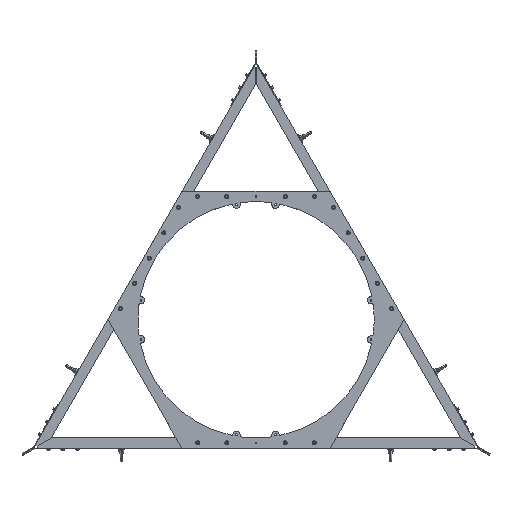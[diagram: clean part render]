
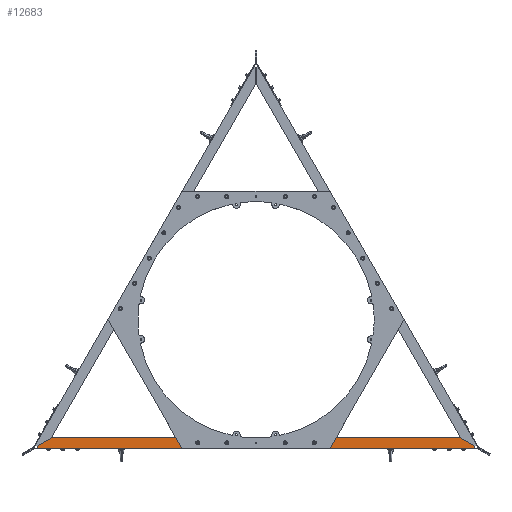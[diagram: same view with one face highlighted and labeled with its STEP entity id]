
A CAD part, top view. The second image highlights one B-rep face of the part: STEP entity #12683.
In plain terms, the highlighted planar face has unit normal (0, 0, 1).
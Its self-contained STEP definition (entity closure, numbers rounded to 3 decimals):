
#63 = ORIENTED_EDGE ( 'NONE', *, *, #6249, .T. ) ;
#223 = AXIS2_PLACEMENT_3D ( 'NONE', #2397, #11601, #13224 ) ;
#367 = EDGE_LOOP ( 'NONE', ( #13975, #63, #13666, #12760, #2282, #18263 ) ) ;
#373 = CIRCLE ( 'NONE', #3908, 3.2 ) ;
#410 = CARTESIAN_POINT ( 'NONE',  ( -200., -419.3, 0. ) ) ;
#509 = AXIS2_PLACEMENT_3D ( 'NONE', #2917, #18367, #7477 ) ;
#603 = EDGE_CURVE ( 'NONE', #13270, #4015, #3889, .T. ) ;
#1209 = DIRECTION ( 'NONE',  ( 0., 0., -1. ) ) ;
#1263 = FACE_BOUND ( 'NONE', #8367, .T. ) ;
#1471 = DIRECTION ( 'NONE',  ( 0., 0., -1. ) ) ;
#1493 = VERTEX_POINT ( 'NONE', #8499 ) ;
#1675 = CARTESIAN_POINT ( 'NONE',  ( -750., -440., 0. ) ) ;
#2053 = EDGE_CURVE ( 'NONE', #12637, #16106, #5814, .T. ) ;
#2282 = ORIENTED_EDGE ( 'NONE', *, *, #15146, .F. ) ;
#2338 = CARTESIAN_POINT ( 'NONE',  ( -200., -422.5, 0. ) ) ;
#2397 = CARTESIAN_POINT ( 'NONE',  ( 729.042, -405., 0. ) ) ;
#2455 = ORIENTED_EDGE ( 'NONE', *, *, #2053, .T. ) ;
#2490 = LINE ( 'NONE', #10399, #11018 ) ;
#2611 = DIRECTION ( 'NONE',  ( 0., -1., 0. ) ) ;
#2917 = CARTESIAN_POINT ( 'NONE',  ( -100., -422.5, 0. ) ) ;
#2993 = CARTESIAN_POINT ( 'NONE',  ( -100., -422.5, 0. ) ) ;
#3023 = DIRECTION ( 'NONE',  ( 1., 0., 0. ) ) ;
#3071 = VECTOR ( 'NONE', #15629, 1000. ) ;
#3116 = EDGE_CURVE ( 'NONE', #18508, #16671, #9717, .T. ) ;
#3174 = CARTESIAN_POINT ( 'NONE',  ( -701.481, -405., 0. ) ) ;
#3485 = VERTEX_POINT ( 'NONE', #3753 ) ;
#3536 = EDGE_LOOP ( 'NONE', ( #9897, #17021 ) ) ;
#3564 = CARTESIAN_POINT ( 'NONE',  ( -200., -422.5, 0. ) ) ;
#3738 = EDGE_CURVE ( 'NONE', #13227, #15551, #4046, .T. ) ;
#3753 = CARTESIAN_POINT ( 'NONE',  ( 750., -440., 0. ) ) ;
#3770 = DIRECTION ( 'NONE',  ( 0., -1., 0. ) ) ;
#3792 = EDGE_CURVE ( 'NONE', #1493, #8839, #7473, .T. ) ;
#3889 = CIRCLE ( 'NONE', #6578, 3.2 ) ;
#3908 = AXIS2_PLACEMENT_3D ( 'NONE', #2993, #4195, #10896 ) ;
#3919 = CIRCLE ( 'NONE', #7802, 3.2 ) ;
#3971 = DIRECTION ( 'NONE',  ( 0., 0., -1. ) ) ;
#4015 = VERTEX_POINT ( 'NONE', #8406 ) ;
#4046 = CIRCLE ( 'NONE', #19074, 3.2 ) ;
#4142 = DIRECTION ( 'NONE',  ( 0., -1., 0. ) ) ;
#4163 = CARTESIAN_POINT ( 'NONE',  ( -750., -433.013, 0. ) ) ;
#4195 = DIRECTION ( 'NONE',  ( 0., 0., -1. ) ) ;
#4755 = VECTOR ( 'NONE', #3023, 1000. ) ;
#4792 = CARTESIAN_POINT ( 'NONE',  ( -750., -433.013, 0. ) ) ;
#4813 = CARTESIAN_POINT ( 'NONE',  ( 100., -422.5, 0. ) ) ;
#4941 = EDGE_CURVE ( 'NONE', #11315, #18814, #373, .T. ) ;
#5019 = DIRECTION ( 'NONE',  ( 0., 0., -1. ) ) ;
#5146 = FACE_BOUND ( 'NONE', #5682, .T. ) ;
#5193 = EDGE_CURVE ( 'NONE', #15551, #13227, #14712, .T. ) ;
#5505 = CIRCLE ( 'NONE', #14231, 3.2 ) ;
#5530 = PLANE ( 'NONE',  #223 ) ;
#5580 = CARTESIAN_POINT ( 'NONE',  ( -200., -425.7, 0. ) ) ;
#5656 = VECTOR ( 'NONE', #17041, 1000. ) ;
#5682 = EDGE_LOOP ( 'NONE', ( #7612, #17814 ) ) ;
#5814 = CIRCLE ( 'NONE', #19849, 3.2 ) ;
#5921 = DIRECTION ( 'NONE',  ( 0., -1., 0. ) ) ;
#5928 = CARTESIAN_POINT ( 'NONE',  ( 100., -422.5, 0. ) ) ;
#5991 = CARTESIAN_POINT ( 'NONE',  ( 100., -425.7, 0. ) ) ;
#6141 = AXIS2_PLACEMENT_3D ( 'NONE', #2338, #3971, #16303 ) ;
#6249 = EDGE_CURVE ( 'NONE', #7164, #3485, #10628, .T. ) ;
#6306 = VECTOR ( 'NONE', #15502, 1000. ) ;
#6522 = DIRECTION ( 'NONE',  ( 1., 0., 0. ) ) ;
#6578 = AXIS2_PLACEMENT_3D ( 'NONE', #7411, #10568, #19653 ) ;
#6583 = DIRECTION ( 'NONE',  ( 0., -1., 0. ) ) ;
#6934 = ORIENTED_EDGE ( 'NONE', *, *, #3738, .T. ) ;
#7127 = EDGE_CURVE ( 'NONE', #16106, #12637, #5505, .T. ) ;
#7164 = VERTEX_POINT ( 'NONE', #1675 ) ;
#7408 = DIRECTION ( 'NONE',  ( 0., 0., -1. ) ) ;
#7411 = CARTESIAN_POINT ( 'NONE',  ( 200., -422.5, 0. ) ) ;
#7473 = LINE ( 'NONE', #18873, #3071 ) ;
#7477 = DIRECTION ( 'NONE',  ( 0., -1., 0. ) ) ;
#7592 = FACE_OUTER_BOUND ( 'NONE', #367, .T. ) ;
#7612 = ORIENTED_EDGE ( 'NONE', *, *, #13520, .T. ) ;
#7802 = AXIS2_PLACEMENT_3D ( 'NONE', #3564, #17588, #3770 ) ;
#7992 = ORIENTED_EDGE ( 'NONE', *, *, #13166, .T. ) ;
#8367 = EDGE_LOOP ( 'NONE', ( #6934, #14520 ) ) ;
#8406 = CARTESIAN_POINT ( 'NONE',  ( 200., -419.3, 0. ) ) ;
#8472 = EDGE_CURVE ( 'NONE', #4015, #13270, #16393, .T. ) ;
#8499 = CARTESIAN_POINT ( 'NONE',  ( 701.481, -405., 0. ) ) ;
#8758 = AXIS2_PLACEMENT_3D ( 'NONE', #4813, #5019, #6583 ) ;
#8780 = AXIS2_PLACEMENT_3D ( 'NONE', #15516, #10894, #16945 ) ;
#8839 = VERTEX_POINT ( 'NONE', #13176 ) ;
#9140 = CARTESIAN_POINT ( 'NONE',  ( 0., -422.5, 0. ) ) ;
#9519 = CARTESIAN_POINT ( 'NONE',  ( -750., -433.013, 0. ) ) ;
#9541 = CARTESIAN_POINT ( 'NONE',  ( 0., -422.5, 0. ) ) ;
#9705 = VERTEX_POINT ( 'NONE', #11120 ) ;
#9717 = CIRCLE ( 'NONE', #6141, 3.2 ) ;
#9842 = LINE ( 'NONE', #4163, #5656 ) ;
#9897 = ORIENTED_EDGE ( 'NONE', *, *, #603, .T. ) ;
#10074 = FACE_BOUND ( 'NONE', #10842, .T. ) ;
#10399 = CARTESIAN_POINT ( 'NONE',  ( 750., -433.013, 0. ) ) ;
#10568 = DIRECTION ( 'NONE',  ( 0., 0., -1. ) ) ;
#10628 = LINE ( 'NONE', #18466, #4755 ) ;
#10842 = EDGE_LOOP ( 'NONE', ( #19782, #7992 ) ) ;
#10846 = CARTESIAN_POINT ( 'NONE',  ( -100., -425.7, 0. ) ) ;
#10894 = DIRECTION ( 'NONE',  ( 0., 0., -1. ) ) ;
#10896 = DIRECTION ( 'NONE',  ( 0., -1., 0. ) ) ;
#11018 = VECTOR ( 'NONE', #2611, 1000. ) ;
#11120 = CARTESIAN_POINT ( 'NONE',  ( -701.481, -405., 0. ) ) ;
#11200 = EDGE_CURVE ( 'NONE', #8839, #3485, #2490, .T. ) ;
#11315 = VERTEX_POINT ( 'NONE', #10846 ) ;
#11601 = DIRECTION ( 'NONE',  ( 0., 0., 1. ) ) ;
#11966 = CARTESIAN_POINT ( 'NONE',  ( 100., -419.3, 0. ) ) ;
#12637 = VERTEX_POINT ( 'NONE', #14824 ) ;
#12683 = ADVANCED_FACE ( 'NONE', ( #7592, #1263, #17514, #10074, #5146, #17281 ), #5530, .T. ) ;
#12760 = ORIENTED_EDGE ( 'NONE', *, *, #3792, .F. ) ;
#13166 = EDGE_CURVE ( 'NONE', #18814, #11315, #14152, .T. ) ;
#13176 = CARTESIAN_POINT ( 'NONE',  ( 750., -433.013, 0. ) ) ;
#13224 = DIRECTION ( 'NONE',  ( 1., 0., 0. ) ) ;
#13227 = VERTEX_POINT ( 'NONE', #5991 ) ;
#13270 = VERTEX_POINT ( 'NONE', #18304 ) ;
#13520 = EDGE_CURVE ( 'NONE', #16671, #18508, #3919, .T. ) ;
#13666 = ORIENTED_EDGE ( 'NONE', *, *, #11200, .F. ) ;
#13975 = ORIENTED_EDGE ( 'NONE', *, *, #18336, .T. ) ;
#14096 = LINE ( 'NONE', #4792, #6306 ) ;
#14152 = CIRCLE ( 'NONE', #509, 3.2 ) ;
#14231 = AXIS2_PLACEMENT_3D ( 'NONE', #9541, #1471, #17209 ) ;
#14498 = CARTESIAN_POINT ( 'NONE',  ( -100., -419.3, 0. ) ) ;
#14520 = ORIENTED_EDGE ( 'NONE', *, *, #5193, .T. ) ;
#14712 = CIRCLE ( 'NONE', #8758, 3.2 ) ;
#14770 = CARTESIAN_POINT ( 'NONE',  ( 0., -425.7, 0. ) ) ;
#14824 = CARTESIAN_POINT ( 'NONE',  ( 0., -419.3, 0. ) ) ;
#15146 = EDGE_CURVE ( 'NONE', #9705, #1493, #18422, .T. ) ;
#15502 = DIRECTION ( 'NONE',  ( 0.866, 0.5, 0. ) ) ;
#15516 = CARTESIAN_POINT ( 'NONE',  ( 200., -422.5, 0. ) ) ;
#15551 = VERTEX_POINT ( 'NONE', #11966 ) ;
#15629 = DIRECTION ( 'NONE',  ( 0.866, -0.5, 0. ) ) ;
#15873 = EDGE_CURVE ( 'NONE', #17823, #9705, #14096, .T. ) ;
#16106 = VERTEX_POINT ( 'NONE', #14770 ) ;
#16303 = DIRECTION ( 'NONE',  ( 0., -1., 0. ) ) ;
#16323 = ORIENTED_EDGE ( 'NONE', *, *, #7127, .T. ) ;
#16393 = CIRCLE ( 'NONE', #8780, 3.2 ) ;
#16671 = VERTEX_POINT ( 'NONE', #5580 ) ;
#16945 = DIRECTION ( 'NONE',  ( 0., -1., 0. ) ) ;
#17021 = ORIENTED_EDGE ( 'NONE', *, *, #8472, .T. ) ;
#17041 = DIRECTION ( 'NONE',  ( 0., -1., 0. ) ) ;
#17209 = DIRECTION ( 'NONE',  ( 0., -1., 0. ) ) ;
#17281 = FACE_BOUND ( 'NONE', #3536, .T. ) ;
#17514 = FACE_BOUND ( 'NONE', #19486, .T. ) ;
#17588 = DIRECTION ( 'NONE',  ( 0., 0., -1. ) ) ;
#17706 = VECTOR ( 'NONE', #6522, 1000. ) ;
#17814 = ORIENTED_EDGE ( 'NONE', *, *, #3116, .T. ) ;
#17823 = VERTEX_POINT ( 'NONE', #9519 ) ;
#18263 = ORIENTED_EDGE ( 'NONE', *, *, #15873, .F. ) ;
#18304 = CARTESIAN_POINT ( 'NONE',  ( 200., -425.7, 0. ) ) ;
#18336 = EDGE_CURVE ( 'NONE', #17823, #7164, #9842, .T. ) ;
#18367 = DIRECTION ( 'NONE',  ( 0., 0., -1. ) ) ;
#18422 = LINE ( 'NONE', #3174, #17706 ) ;
#18466 = CARTESIAN_POINT ( 'NONE',  ( -750., -440., 0. ) ) ;
#18508 = VERTEX_POINT ( 'NONE', #410 ) ;
#18814 = VERTEX_POINT ( 'NONE', #14498 ) ;
#18873 = CARTESIAN_POINT ( 'NONE',  ( 701.481, -405., 0. ) ) ;
#19074 = AXIS2_PLACEMENT_3D ( 'NONE', #5928, #1209, #4142 ) ;
#19486 = EDGE_LOOP ( 'NONE', ( #16323, #2455 ) ) ;
#19653 = DIRECTION ( 'NONE',  ( 0., -1., 0. ) ) ;
#19782 = ORIENTED_EDGE ( 'NONE', *, *, #4941, .T. ) ;
#19849 = AXIS2_PLACEMENT_3D ( 'NONE', #9140, #7408, #5921 ) ;
